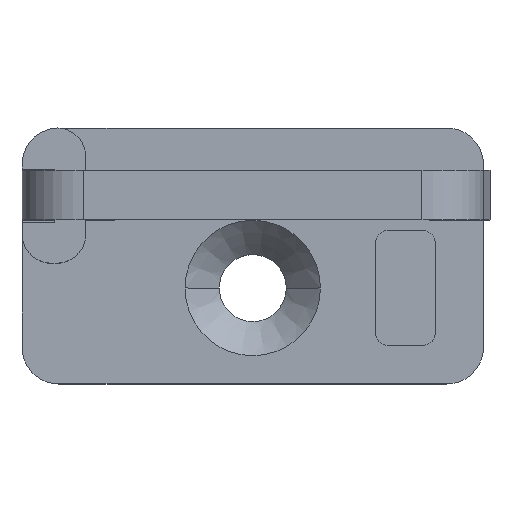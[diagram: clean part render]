
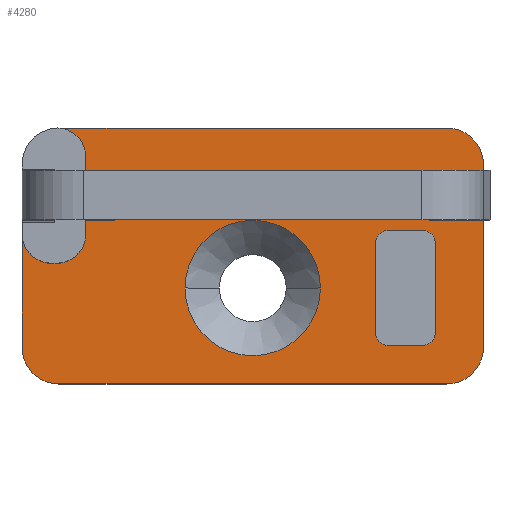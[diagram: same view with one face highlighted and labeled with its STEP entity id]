
A CAD part, top view. The second image highlights one B-rep face of the part: STEP entity #4280.
In plain terms, the highlighted planar face has unit normal (0, 0, 1).
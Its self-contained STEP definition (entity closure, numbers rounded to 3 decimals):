
#200=CARTESIAN_POINT('',(-13.55,5.35,5.));
#210=VERTEX_POINT('',#200);
#240=CARTESIAN_POINT('',(-13.55,0.,5.));
#250=DIRECTION('',(0.,-1.,0.));
#260=VECTOR('',#250,1.);
#270=LINE('',#240,#260);
#280=CARTESIAN_POINT('',(-13.55,4.4,5.));
#290=VERTEX_POINT('',#280);
#300=EDGE_CURVE('',#210,#290,#270,.T.);
#520=CARTESIAN_POINT('',(-13.55,10.6,5.));
#530=VERTEX_POINT('',#520);
#560=CARTESIAN_POINT('',(-13.55,0.,5.));
#570=DIRECTION('',(0.,-1.,0.));
#580=VECTOR('',#570,1.);
#590=LINE('',#560,#580);
#600=CARTESIAN_POINT('',(-13.55,9.65,5.));
#610=VERTEX_POINT('',#600);
#620=EDGE_CURVE('',#530,#610,#590,.T.);
#1770=CARTESIAN_POINT('',(-19.125,-8.008,5.));
#1780=DIRECTION('',(0.,0.,1.));
#1790=DIRECTION('',(1.,0.,0.));
#1800=AXIS2_PLACEMENT_3D('',#1770,#1780,#1790);
#1810=PLANE('',#1800);
#1820=CARTESIAN_POINT('',(11.,-3.665,5.));
#1830=DIRECTION('',(0.,0.,-1.));
#1840=DIRECTION('',(1.,0.,0.));
#1850=AXIS2_PLACEMENT_3D('',#1820,#1830,#1840);
#1860=CIRCLE('',#1850,1.);
#1870=CARTESIAN_POINT('',(11.,-4.665,5.));
#1880=VERTEX_POINT('',#1870);
#1890=CARTESIAN_POINT('',(10.,-3.665,5.));
#1900=VERTEX_POINT('',#1890);
#1910=EDGE_CURVE('',#1880,#1900,#1860,.T.);
#1920=ORIENTED_EDGE('',*,*,#1910,.T.);
#1930=CARTESIAN_POINT('',(0.,-4.665,5.));
#1940=DIRECTION('',(-1.,0.,0.));
#1950=VECTOR('',#1940,1.);
#1960=LINE('',#1930,#1950);
#1970=CARTESIAN_POINT('',(13.82,-4.665,5.));
#1980=VERTEX_POINT('',#1970);
#1990=EDGE_CURVE('',#1980,#1880,#1960,.T.);
#2000=ORIENTED_EDGE('',*,*,#1990,.T.);
#2010=CARTESIAN_POINT('',(13.82,-3.665,5.));
#2020=DIRECTION('',(0.,0.,-1.));
#2030=DIRECTION('',(1.,0.,0.));
#2040=AXIS2_PLACEMENT_3D('',#2010,#2020,#2030);
#2050=CIRCLE('',#2040,1.);
#2060=CARTESIAN_POINT('',(14.82,-3.665,5.));
#2070=VERTEX_POINT('',#2060);
#2080=EDGE_CURVE('',#2070,#1980,#2050,.T.);
#2090=ORIENTED_EDGE('',*,*,#2080,.T.);
#2100=CARTESIAN_POINT('',(14.82,0.,5.));
#2110=DIRECTION('',(0.,-1.,0.));
#2120=VECTOR('',#2110,1.);
#2130=LINE('',#2100,#2120);
#2140=CARTESIAN_POINT('',(14.82,3.665,5.));
#2150=VERTEX_POINT('',#2140);
#2160=EDGE_CURVE('',#2150,#2070,#2130,.T.);
#2170=ORIENTED_EDGE('',*,*,#2160,.T.);
#2180=CARTESIAN_POINT('',(13.82,3.665,5.));
#2190=DIRECTION('',(0.,0.,-1.));
#2200=DIRECTION('',(1.,0.,0.));
#2210=AXIS2_PLACEMENT_3D('',#2180,#2190,#2200);
#2220=CIRCLE('',#2210,1.);
#2230=CARTESIAN_POINT('',(13.82,4.665,5.));
#2240=VERTEX_POINT('',#2230);
#2250=EDGE_CURVE('',#2240,#2150,#2220,.T.);
#2260=ORIENTED_EDGE('',*,*,#2250,.T.);
#2270=CARTESIAN_POINT('',(0.,4.665,5.));
#2280=DIRECTION('',(1.,0.,0.));
#2290=VECTOR('',#2280,1.);
#2300=LINE('',#2270,#2290);
#2310=CARTESIAN_POINT('',(11.,4.665,5.));
#2320=VERTEX_POINT('',#2310);
#2330=EDGE_CURVE('',#2320,#2240,#2300,.T.);
#2340=ORIENTED_EDGE('',*,*,#2330,.T.);
#2350=CARTESIAN_POINT('',(11.,3.665,5.));
#2360=DIRECTION('',(0.,0.,-1.));
#2370=DIRECTION('',(1.,0.,0.));
#2380=AXIS2_PLACEMENT_3D('',#2350,#2360,#2370);
#2390=CIRCLE('',#2380,1.);
#2400=CARTESIAN_POINT('',(10.,3.665,5.));
#2410=VERTEX_POINT('',#2400);
#2420=EDGE_CURVE('',#2410,#2320,#2390,.T.);
#2430=ORIENTED_EDGE('',*,*,#2420,.T.);
#2440=CARTESIAN_POINT('',(10.,0.,5.));
#2450=DIRECTION('',(0.,1.,0.));
#2460=VECTOR('',#2450,1.);
#2470=LINE('',#2440,#2460);
#2480=EDGE_CURVE('',#1900,#2410,#2470,.T.);
#2490=ORIENTED_EDGE('',*,*,#2480,.T.);
#2500=EDGE_LOOP('',(#2490,#2430,#2340,#2260,#2170,#2090,#2000,#1920));
#2510=FACE_BOUND('',#2500,.T.);
#2520=CARTESIAN_POINT('',(0.,5.5,5.));
#2530=DIRECTION('',(1.,0.,0.));
#2540=VECTOR('',#2530,1.);
#2550=LINE('',#2520,#2540);
#2560=CARTESIAN_POINT('',(14.357,5.5,5.));
#2570=VERTEX_POINT('',#2560);
#2580=CARTESIAN_POINT('',(18.707,5.5,5.));
#2590=VERTEX_POINT('',#2580);
#2600=EDGE_CURVE('',#2570,#2590,#2550,.T.);
#2610=ORIENTED_EDGE('',*,*,#2600,.F.);
#2620=CARTESIAN_POINT('',(18.707,0.,5.));
#2630=DIRECTION('',(0.,1.,0.));
#2640=VECTOR('',#2630,1.);
#2650=LINE('',#2620,#2640);
#2660=CARTESIAN_POINT('',(18.707,9.5,5.));
#2670=VERTEX_POINT('',#2660);
#2680=EDGE_CURVE('',#2590,#2670,#2650,.T.);
#2690=ORIENTED_EDGE('',*,*,#2680,.F.);
#2700=CARTESIAN_POINT('',(0.,9.5,5.));
#2710=DIRECTION('',(-1.,0.,0.));
#2720=VECTOR('',#2710,1.);
#2730=LINE('',#2700,#2720);
#2740=CARTESIAN_POINT('',(14.357,9.5,5.));
#2750=VERTEX_POINT('',#2740);
#2760=EDGE_CURVE('',#2670,#2750,#2730,.T.);
#2770=ORIENTED_EDGE('',*,*,#2760,.F.);
#2780=CARTESIAN_POINT('',(14.357,9.54,5.));
#2790=DIRECTION('',(0.,-1.,0.));
#2800=VECTOR('',#2790,1.);
#2810=LINE('',#2780,#2800);
#2820=EDGE_CURVE('',#2750,#2570,#2810,.T.);
#2830=ORIENTED_EDGE('',*,*,#2820,.F.);
#2840=EDGE_LOOP('',(#2830,#2770,#2690,#2610));
#2850=FACE_BOUND('',#2840,.T.);
#2860=CARTESIAN_POINT('',(0.,0.,5.
));
#2870=DIRECTION('',(0.,0.,-1.));
#2880=DIRECTION('',(-1.,0.,0.));
#2890=AXIS2_PLACEMENT_3D('',#2860,#2870,#2880);
#2900=CIRCLE('',#2890,5.5);
#2910=CARTESIAN_POINT('',(-5.5,0.,5.));
#2920=VERTEX_POINT('',#2910);
#2930=CARTESIAN_POINT('',(5.5,0.,5.));
#2940=VERTEX_POINT('',#2930);
#2950=EDGE_CURVE('',#2920,#2940,#2900,.T.);
#2960=ORIENTED_EDGE('',*,*,#2950,.T.);
#2970=EDGE_CURVE('',#2940,#2920,#2900,.T.);
#2980=ORIENTED_EDGE('',*,*,#2970,.T.);
#2990=EDGE_LOOP('',(#2980,#2960));
#3000=FACE_BOUND('',#2990,.T.);
#3010=ORIENTED_EDGE('',*,*,#620,.T.);
#3020=CARTESIAN_POINT('',(-15.95,10.6,5.));
#3030=DIRECTION('',(0.,0.,-1.));
#3040=DIRECTION('',(1.,0.,0.));
#3050=AXIS2_PLACEMENT_3D('',#3020,#3030,#3040);
#3060=CIRCLE('',#3050,2.4);
#3070=CARTESIAN_POINT('',(-15.856,12.998,5.));
#3080=VERTEX_POINT('',#3070);
#3090=EDGE_CURVE('',#3080,#530,#3060,.T.);
#3100=ORIENTED_EDGE('',*,*,#3090,.T.);
#3110=CARTESIAN_POINT('',(-15.75,10.,5.));
#3120=DIRECTION('',(0.,0.,-1.));
#3130=DIRECTION('',(1.,0.,0.));
#3140=AXIS2_PLACEMENT_3D('',#3110,#3120,#3130);
#3150=CIRCLE('',#3140,3.);
#3160=CARTESIAN_POINT('',(-15.75,13.,5.));
#3170=VERTEX_POINT('',#3160);
#3180=EDGE_CURVE('',#3080,#3170,#3150,.T.);
#3190=ORIENTED_EDGE('',*,*,#3180,.F.);
#3200=CARTESIAN_POINT('',(0.,13.,5.));
#3210=DIRECTION('',(1.,0.,0.));
#3220=VECTOR('',#3210,1.);
#3230=LINE('',#3200,#3220);
#3240=CARTESIAN_POINT('',(15.75,13.,5.));
#3250=VERTEX_POINT('',#3240);
#3260=EDGE_CURVE('',#3170,#3250,#3230,.T.);
#3270=ORIENTED_EDGE('',*,*,#3260,.F.);
#3280=CARTESIAN_POINT('',(15.75,10.,5.));
#3290=DIRECTION('',(0.,0.,-1.));
#3300=DIRECTION('',(1.,0.,0.));
#3310=AXIS2_PLACEMENT_3D('',#3280,#3290,#3300);
#3320=CIRCLE('',#3310,3.);
#3330=CARTESIAN_POINT('',(18.75,10.,5.));
#3340=VERTEX_POINT('',#3330);
#3350=EDGE_CURVE('',#3250,#3340,#3320,.T.);
#3360=ORIENTED_EDGE('',*,*,#3350,.F.);
#3370=CARTESIAN_POINT('',(18.75,0.,5.));
#3380=DIRECTION('',(0.,-1.,0.));
#3390=VECTOR('',#3380,1.);
#3400=LINE('',#3370,#3390);
#3410=CARTESIAN_POINT('',(18.75,-4.8,5.));
#3420=VERTEX_POINT('',#3410);
#3430=EDGE_CURVE('',#3340,#3420,#3400,.T.);
#3440=ORIENTED_EDGE('',*,*,#3430,.F.);
#3450=CARTESIAN_POINT('',(15.75,-4.8,5.));
#3460=DIRECTION('',(0.,0.,-1.));
#3470=DIRECTION('',(1.,0.,0.));
#3480=AXIS2_PLACEMENT_3D('',#3450,#3460,#3470);
#3490=CIRCLE('',#3480,3.);
#3500=CARTESIAN_POINT('',(15.75,-7.8,5.));
#3510=VERTEX_POINT('',#3500);
#3520=EDGE_CURVE('',#3420,#3510,#3490,.T.);
#3530=ORIENTED_EDGE('',*,*,#3520,.F.);
#3540=CARTESIAN_POINT('',(0.,-7.8,5.));
#3550=DIRECTION('',(-1.,0.,0.));
#3560=VECTOR('',#3550,1.);
#3570=LINE('',#3540,#3560);
#3580=CARTESIAN_POINT('',(-15.75,-7.8,5.));
#3590=VERTEX_POINT('',#3580);
#3600=EDGE_CURVE('',#3510,#3590,#3570,.T.);
#3610=ORIENTED_EDGE('',*,*,#3600,.F.);
#3620=CARTESIAN_POINT('',(-15.75,-4.8,5.));
#3630=DIRECTION('',(0.,0.,-1.));
#3640=DIRECTION('',(1.,0.,0.));
#3650=AXIS2_PLACEMENT_3D('',#3620,#3630,#3640);
#3660=CIRCLE('',#3650,3.);
#3670=CARTESIAN_POINT('',(-18.75,-4.8,5.));
#3680=VERTEX_POINT('',#3670);
#3690=EDGE_CURVE('',#3590,#3680,#3660,.T.);
#3700=ORIENTED_EDGE('',*,*,#3690,.F.);
#3710=CARTESIAN_POINT('',(-18.75,0.,5.));
#3720=DIRECTION('',(0.,1.,0.));
#3730=VECTOR('',#3720,1.);
#3740=LINE('',#3710,#3730);
#3750=CARTESIAN_POINT('',(-18.75,4.4,5.));
#3760=VERTEX_POINT('',#3750);
#3770=EDGE_CURVE('',#3680,#3760,#3740,.T.);
#3780=ORIENTED_EDGE('',*,*,#3770,.F.);
#3790=CARTESIAN_POINT('',(-16.35,4.4,5.));
#3800=DIRECTION('',(0.,0.,-1.));
#3810=DIRECTION('',(1.,0.,0.));
#3820=AXIS2_PLACEMENT_3D('',#3790,#3800,#3810);
#3830=CIRCLE('',#3820,2.4);
#3840=CARTESIAN_POINT('',(-16.35,2.,5.));
#3850=VERTEX_POINT('',#3840);
#3860=EDGE_CURVE('',#3850,#3760,#3830,.T.);
#3870=ORIENTED_EDGE('',*,*,#3860,.T.);
#3880=CARTESIAN_POINT('',(0.,2.,5.));
#3890=DIRECTION('',(-1.,0.,0.));
#3900=VECTOR('',#3890,1.);
#3910=LINE('',#3880,#3900);
#3920=CARTESIAN_POINT('',(-15.95,2.,5.));
#3930=VERTEX_POINT('',#3920);
#3940=EDGE_CURVE('',#3930,#3850,#3910,.T.);
#3950=ORIENTED_EDGE('',*,*,#3940,.T.);
#3960=CARTESIAN_POINT('',(-15.95,4.4,5.));
#3970=DIRECTION('',(0.,0.,-1.));
#3980=DIRECTION('',(1.,0.,0.));
#3990=AXIS2_PLACEMENT_3D('',#3960,#3970,#3980);
#4000=CIRCLE('',#3990,2.4);
#4010=EDGE_CURVE('',#290,#3930,#4000,.T.);
#4020=ORIENTED_EDGE('',*,*,#4010,.T.);
#4030=ORIENTED_EDGE('',*,*,#300,.T.);
#4040=CARTESIAN_POINT('',(0.,5.35,5.));
#4050=DIRECTION('',(-1.,0.,0.));
#4060=VECTOR('',#4050,1.);
#4070=LINE('',#4040,#4060);
#4080=CARTESIAN_POINT('',(-18.75,5.35,5.));
#4090=VERTEX_POINT('',#4080);
#4100=EDGE_CURVE('',#210,#4090,#4070,.T.);
#4110=ORIENTED_EDGE('',*,*,#4100,.F.);
#4120=CARTESIAN_POINT('',(-18.75,0.,5.));
#4130=DIRECTION('',(0.,1.,0.));
#4140=VECTOR('',#4130,1.);
#4150=LINE('',#4120,#4140);
#4160=CARTESIAN_POINT('',(-18.75,9.65,5.));
#4170=VERTEX_POINT('',#4160);
#4180=EDGE_CURVE('',#4090,#4170,#4150,.T.);
#4190=ORIENTED_EDGE('',*,*,#4180,.F.);
#4200=CARTESIAN_POINT('',(0.,9.65,5.));
#4210=DIRECTION('',(1.,0.,0.));
#4220=VECTOR('',#4210,1.);
#4230=LINE('',#4200,#4220);
#4240=EDGE_CURVE('',#4170,#610,#4230,.T.);
#4250=ORIENTED_EDGE('',*,*,#4240,.F.);
#4260=EDGE_LOOP('',(#4250,#4190,#4110,#4030,#4020,#3950,#3870,#3780,
#3700,#3610,#3530,#3440,#3360,#3270,#3190,#3100,#3010));
#4270=FACE_OUTER_BOUND('',#4260,.T.);
#4280=ADVANCED_FACE('',(#2510,#2850,#3000,#4270),#1810,.T.);
